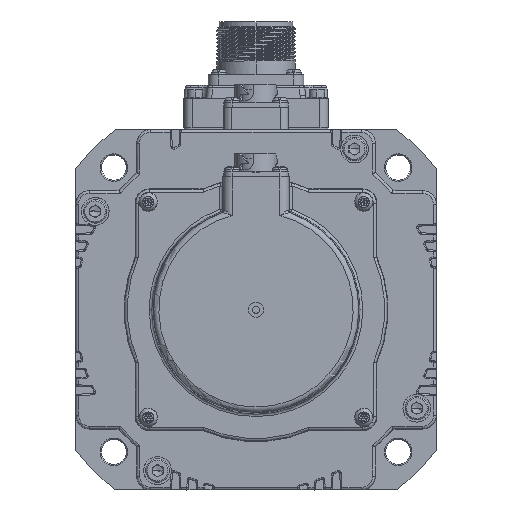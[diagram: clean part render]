
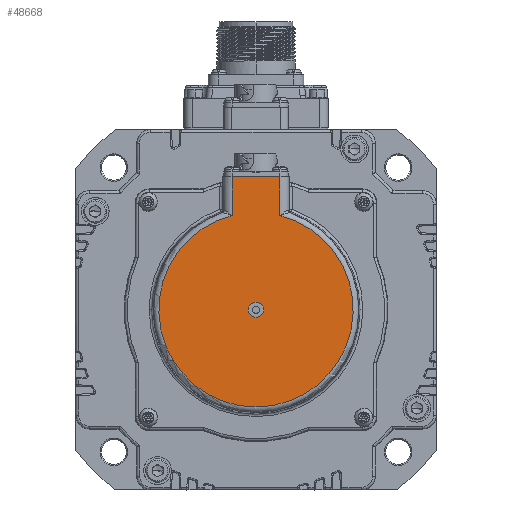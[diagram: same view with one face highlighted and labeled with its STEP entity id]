
A CAD part, front view. The second image highlights one B-rep face of the part: STEP entity #48668.
In plain terms, the highlighted planar face has unit normal (0, -1, 0).
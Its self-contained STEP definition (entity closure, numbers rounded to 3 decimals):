
#46294=CARTESIAN_POINT('',(-8.617,-47.4,-17.));
#46295=VERTEX_POINT('',#46294);
#46303=CARTESIAN_POINT('',(8.617,-47.4,-17.));
#46304=VERTEX_POINT('',#46303);
#46305=CARTESIAN_POINT('',(-8.617,-47.4,-17.));
#46306=DIRECTION('',(1.,0.,0.));
#46307=VECTOR('',#46306,17.234);
#46308=LINE('',#46305,#46307);
#46309=EDGE_CURVE('',#46295,#46304,#46308,.T.);
#48599=CARTESIAN_POINT('',(-8.617,-47.4,-31.02));
#48600=VERTEX_POINT('',#48599);
#48622=CARTESIAN_POINT('',(-8.617,-47.4,-31.02));
#48623=DIRECTION('',(0.,0.,1.));
#48624=VECTOR('',#48623,14.02);
#48625=LINE('',#48622,#48624);
#48626=EDGE_CURVE('',#48600,#46295,#48625,.T.);
#48633=CARTESIAN_POINT('',(0.,-47.4,-58.528));
#48634=DIRECTION('',(0.,0.,-1.));
#48635=DIRECTION('',(0.,-1.,0.));
#48636=AXIS2_PLACEMENT_3D('',#48633,#48635,#48634);
#48637=PLANE('',#48636);
#48638=CARTESIAN_POINT('',(8.617,-47.4,-31.02));
#48639=VERTEX_POINT('',#48638);
#48640=CARTESIAN_POINT('',(0.,-47.4,-65.));
#48641=DIRECTION('',(-0.246,0.,0.969));
#48642=DIRECTION('',(0.,-1.,0.));
#48643=AXIS2_PLACEMENT_3D('',#48640,#48642,#48641);
#48644=CIRCLE('',#48643,35.056);
#48645=EDGE_CURVE('',#48600,#48639,#48644,.T.);
#48646=ORIENTED_EDGE('',*,*,#48645,.T.);
#48647=CARTESIAN_POINT('',(8.617,-47.4,-17.));
#48648=DIRECTION('',(0.,0.,-1.));
#48649=VECTOR('',#48648,14.02);
#48650=LINE('',#48647,#48649);
#48651=EDGE_CURVE('',#46304,#48639,#48650,.T.);
#48652=ORIENTED_EDGE('',*,*,#48651,.F.);
#48653=ORIENTED_EDGE('',*,*,#46309,.F.);
#48654=ORIENTED_EDGE('',*,*,#48626,.F.);
#48655=EDGE_LOOP('',(#48646,#48652,#48653,#48654));
#48656=FACE_OUTER_BOUND('',#48655,.T.);
#48657=CARTESIAN_POINT('',(0.,-47.4,-67.75));
#48658=VERTEX_POINT('',#48657);
#48659=CARTESIAN_POINT('',(0.,-47.4,-65.));
#48660=DIRECTION('',(0.,0.,-1.));
#48661=DIRECTION('',(0.,-1.,0.));
#48662=AXIS2_PLACEMENT_3D('',#48659,#48661,#48660);
#48663=CIRCLE('',#48662,2.75);
#48664=EDGE_CURVE('',#48658,#48658,#48663,.T.);
#48665=ORIENTED_EDGE('',*,*,#48664,.F.);
#48666=EDGE_LOOP('',(#48665));
#48667=FACE_BOUND('',#48666,.T.);
#48668=ADVANCED_FACE('',(#48656,#48667),#48637,.T.);
